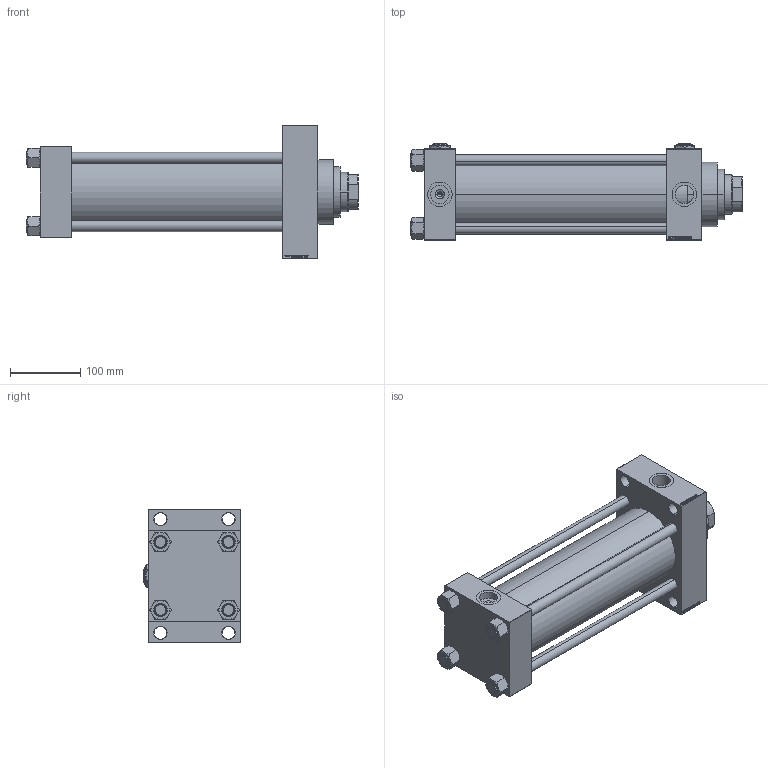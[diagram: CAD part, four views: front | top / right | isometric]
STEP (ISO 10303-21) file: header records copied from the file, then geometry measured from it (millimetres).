
FILE_DESCRIPTION (( 'STEP AP203' ), '1' );
FILE_NAME ('b500.STEP', '2025-03-25T07:48:37', ( '' ), ( '' ), 'SwSTEP 2.0', 'SolidWorks 2019', '' );
FILE_SCHEMA (( 'CONFIG_CONTROL_DESIGN' ));
Length unit declared in the file: millimetre
Products named in the file (7): V215CR_VCP_D c38b3910e7f75c1d002d9187a643daaf; V215_VC_A c38b3910e7f75c1d002d9187a643daaf; NUT_M5_D c38b3910e7f75c1d002d9187a643daaf; b500; V215CR_D_Body c38b3910e7f75c1d002d9187a643daaf; Zatka_pro_OIL_PORT c38b3910e7f75c1d002d9187a643daaf; V215CR_D_TYCINKA c38b3910e7f75c1d002d9187a643daaf
Assembly tree (13 placements, depth 2):
  b500
    V215CR_D_Body c38b3910e7f75c1d002d9187a643daaf
    V215CR_VCP_D c38b3910e7f75c1d002d9187a643daaf
    NUT_M5_D c38b3910e7f75c1d002d9187a643daaf  x4
    V215CR_D_TYCINKA c38b3910e7f75c1d002d9187a643daaf  x4
    V215_VC_A c38b3910e7f75c1d002d9187a643daaf
    Zatka_pro_OIL_PORT c38b3910e7f75c1d002d9187a643daaf  x2
Bounding box: 473 x 137 x 190 mm (x, y, z)
Volume: 3588456 mm3; surface area: 604838.2 mm2
Topology: 13 solids, 13 shells, 1252 faces, 3146 edges, 2036 vertices
Faces by surface type: plane 593, bspline 368, cone 184, cylinder 99, torus 8
Entity records: 49885 total; most frequent: CARTESIAN_POINT 25917, ORIENTED_EDGE 5364, DIRECTION 3528, EDGE_CURVE 2682, VERTEX_POINT 1756, LINE 1570, VECTOR 1570, EDGE_LOOP 1192
